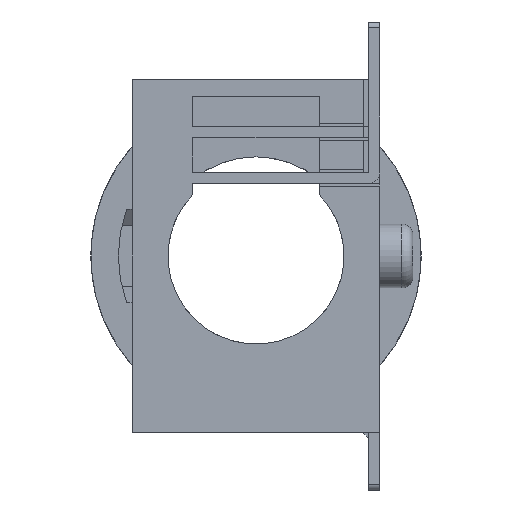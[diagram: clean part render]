
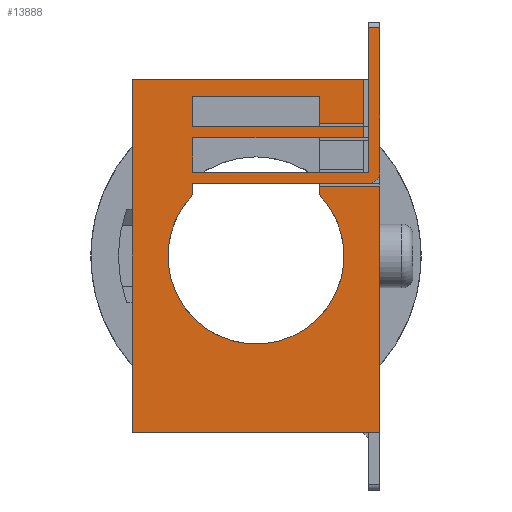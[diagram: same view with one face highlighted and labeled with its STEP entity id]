
A CAD part, left-side view. The second image highlights one B-rep face of the part: STEP entity #13888.
In plain terms, the highlighted planar face has unit normal (-1, 0, 0).
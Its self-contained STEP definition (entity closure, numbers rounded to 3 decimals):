
#147=DIRECTION('',(0.,0.,1.));
#148=VECTOR('',#147,6.4);
#149=CARTESIAN_POINT('',(-12.,4.5,-3.2));
#150=LINE('',#149,#148);
#2155=DIRECTION('',(0.,0.,-1.));
#2156=VECTOR('',#2155,2.63);
#2157=CARTESIAN_POINT('',(-12.,0.,4.15));
#2158=LINE('',#2157,#2156);
#2299=DIRECTION('',(0.,0.,1.));
#2300=VECTOR('',#2299,4.47);
#2301=CARTESIAN_POINT('',(-12.,0.,-3.2));
#2302=LINE('',#2301,#2300);
#2628=DIRECTION('',(0.,0.,-1.));
#2629=VECTOR('',#2628,2.63);
#2630=CARTESIAN_POINT('',(-12.,0.2,4.15));
#2631=LINE('',#2630,#2629);
#3468=DIRECTION('',(0.,1.,0.));
#3469=VECTOR('',#3468,4.2);
#3470=CARTESIAN_POINT('',(-12.,0.3,3.2));
#3471=LINE('',#3470,#3469);
#3504=DIRECTION('',(0.,0.,-1.));
#3505=VECTOR('',#3504,0.55);
#3506=CARTESIAN_POINT('',(-12.,3.398,2.9));
#3507=LINE('',#3506,#3505);
#3508=DIRECTION('',(0.,1.,0.));
#3509=VECTOR('',#3508,3.098);
#3510=CARTESIAN_POINT('',(-12.,0.3,2.35));
#3511=LINE('',#3510,#3509);
#3512=DIRECTION('',(0.,0.,1.));
#3513=VECTOR('',#3512,0.2);
#3514=CARTESIAN_POINT('',(-12.,0.3,2.15));
#3515=LINE('',#3514,#3513);
#3516=DIRECTION('',(0.,-1.,0.));
#3517=VECTOR('',#3516,3.098);
#3518=CARTESIAN_POINT('',(-12.,3.398,2.15));
#3519=LINE('',#3518,#3517);
#3520=DIRECTION('',(0.,0.,-1.));
#3521=VECTOR('',#3520,0.63);
#3522=CARTESIAN_POINT('',(-12.,3.398,2.15));
#3523=LINE('',#3522,#3521);
#3524=DIRECTION('',(0.,1.,0.));
#3525=VECTOR('',#3524,3.198);
#3526=CARTESIAN_POINT('',(-12.,0.2,1.52));
#3527=LINE('',#3526,#3525);
#3528=DIRECTION('',(0.,1.,0.));
#3529=VECTOR('',#3528,0.2);
#3530=CARTESIAN_POINT('',(-12.,0.,4.15));
#3531=LINE('',#3530,#3529);
#3532=CARTESIAN_POINT('',(-12.,0.2,1.52));
#3533=DIRECTION('',(-1.,0.,0.));
#3534=DIRECTION('',(0.,0.,-1.));
#3535=AXIS2_PLACEMENT_3D('',#3532,#3533,#3534);
#3537=DIRECTION('',(0.,0.,-1.));
#3538=VECTOR('',#3537,0.206);
#3539=CARTESIAN_POINT('',(-12.,3.398,1.32));
#3540=LINE('',#3539,#3538);
#3541=CARTESIAN_POINT('',(-12.,2.25,0.));
#3542=DIRECTION('',(-1.,0.,0.));
#3543=DIRECTION('',(0.,0.718,0.696));
#3544=AXIS2_PLACEMENT_3D('',#3541,#3542,#3543);
#3546=DIRECTION('',(0.,0.,1.));
#3547=VECTOR('',#3546,0.156);
#3548=CARTESIAN_POINT('',(-12.,1.102,1.114));
#3549=LINE('',#3548,#3547);
#3550=DIRECTION('',(0.,1.,0.));
#3551=VECTOR('',#3550,1.102);
#3552=CARTESIAN_POINT('',(-12.,0.,1.27));
#3553=LINE('',#3552,#3551);
#3554=DIRECTION('',(0.,1.,0.));
#3555=VECTOR('',#3554,4.5);
#3556=CARTESIAN_POINT('',(-12.,0.,-3.2));
#3557=LINE('',#3556,#3555);
#3558=DIRECTION('',(0.,0.,1.));
#3559=VECTOR('',#3558,0.8);
#3560=CARTESIAN_POINT('',(-12.,0.3,2.4));
#3561=LINE('',#3560,#3559);
#3562=DIRECTION('',(0.,1.,0.));
#3563=VECTOR('',#3562,0.802);
#3564=CARTESIAN_POINT('',(-12.,0.3,2.4));
#3565=LINE('',#3564,#3563);
#3566=DIRECTION('',(0.,0.,1.));
#3567=VECTOR('',#3566,0.5);
#3568=CARTESIAN_POINT('',(-12.,1.102,2.4));
#3569=LINE('',#3568,#3567);
#3570=DIRECTION('',(0.,1.,0.));
#3571=VECTOR('',#3570,2.296);
#3572=CARTESIAN_POINT('',(-12.,1.102,2.9));
#3573=LINE('',#3572,#3571);
#3824=DIRECTION('',(0.,-1.,0.));
#3825=VECTOR('',#3824,3.198);
#3826=CARTESIAN_POINT('',(-12.,3.398,1.32));
#3827=LINE('',#3826,#3825);
#8325=CARTESIAN_POINT('',(-12.,4.5,-3.2));
#8326=CARTESIAN_POINT('',(-12.,4.5,3.2));
#8327=VERTEX_POINT('',#8325);
#8328=VERTEX_POINT('',#8326);
#8329=CARTESIAN_POINT('',(-12.,0.,-3.2));
#8330=VERTEX_POINT('',#8329);
#8493=CARTESIAN_POINT('',(-12.,3.398,1.114));
#8494=CARTESIAN_POINT('',(-12.,1.102,1.114));
#8495=VERTEX_POINT('',#8493);
#8496=VERTEX_POINT('',#8494);
#8537=CARTESIAN_POINT('',(-12.,0.3,3.2));
#8539=VERTEX_POINT('',#8537);
#8605=CARTESIAN_POINT('',(-12.,0.,1.27));
#8607=VERTEX_POINT('',#8605);
#8623=CARTESIAN_POINT('',(-12.,1.102,1.27));
#8624=VERTEX_POINT('',#8623);
#8633=CARTESIAN_POINT('',(-12.,0.3,2.4));
#8634=CARTESIAN_POINT('',(-12.,1.102,2.4));
#8635=VERTEX_POINT('',#8633);
#8636=VERTEX_POINT('',#8634);
#8671=CARTESIAN_POINT('',(-12.,1.102,2.9));
#8672=VERTEX_POINT('',#8671);
#8742=CARTESIAN_POINT('',(-12.,0.2,1.52));
#8744=VERTEX_POINT('',#8742);
#8855=CARTESIAN_POINT('',(-12.,3.398,1.32));
#8857=VERTEX_POINT('',#8855);
#8861=CARTESIAN_POINT('',(-12.,3.398,1.52));
#8862=VERTEX_POINT('',#8861);
#8867=CARTESIAN_POINT('',(-12.,0.2,1.32));
#8868=VERTEX_POINT('',#8867);
#9071=CARTESIAN_POINT('',(-12.,0.2,4.15));
#9073=VERTEX_POINT('',#9071);
#9077=CARTESIAN_POINT('',(-12.,0.,4.15));
#9078=VERTEX_POINT('',#9077);
#9191=CARTESIAN_POINT('',(-12.,0.,1.52));
#9192=VERTEX_POINT('',#9191);
#9195=CARTESIAN_POINT('',(-12.,0.3,2.15));
#9196=CARTESIAN_POINT('',(-12.,0.3,2.35));
#9197=VERTEX_POINT('',#9195);
#9198=VERTEX_POINT('',#9196);
#9203=CARTESIAN_POINT('',(-12.,3.398,2.9));
#9204=CARTESIAN_POINT('',(-12.,3.398,2.35));
#9205=VERTEX_POINT('',#9203);
#9206=VERTEX_POINT('',#9204);
#9207=CARTESIAN_POINT('',(-12.,3.398,2.15));
#9208=VERTEX_POINT('',#9207);
#13842=CARTESIAN_POINT('',(-12.,0.,-3.2));
#13843=DIRECTION('',(-1.,0.,0.));
#13844=DIRECTION('',(0.,0.,1.));
#13845=AXIS2_PLACEMENT_3D('',#13842,#13843,#13844);
#13846=PLANE('',#13845);
#13848=ORIENTED_EDGE('',*,*,#13847,.T.);
#13850=ORIENTED_EDGE('',*,*,#13849,.F.);
#13852=ORIENTED_EDGE('',*,*,#13851,.F.);
#13854=ORIENTED_EDGE('',*,*,#13853,.F.);
#13856=ORIENTED_EDGE('',*,*,#13855,.T.);
#13858=ORIENTED_EDGE('',*,*,#13857,.F.);
#13859=ORIENTED_EDGE('',*,*,#12766,.F.);
#13861=ORIENTED_EDGE('',*,*,#13860,.F.);
#13862=ORIENTED_EDGE('',*,*,#12344,.T.);
#13864=ORIENTED_EDGE('',*,*,#13863,.F.);
#13866=ORIENTED_EDGE('',*,*,#13865,.F.);
#13868=ORIENTED_EDGE('',*,*,#13867,.T.);
#13870=ORIENTED_EDGE('',*,*,#13869,.T.);
#13872=ORIENTED_EDGE('',*,*,#13871,.T.);
#13874=ORIENTED_EDGE('',*,*,#13873,.F.);
#13875=ORIENTED_EDGE('',*,*,#12433,.F.);
#13876=ORIENTED_EDGE('',*,*,#12203,.T.);
#13877=ORIENTED_EDGE('',*,*,#11068,.T.);
#13878=ORIENTED_EDGE('',*,*,#13814,.F.);
#13879=ORIENTED_EDGE('',*,*,#13334,.F.);
#13881=ORIENTED_EDGE('',*,*,#13880,.T.);
#13883=ORIENTED_EDGE('',*,*,#13882,.T.);
#13885=ORIENTED_EDGE('',*,*,#13884,.T.);
#13886=EDGE_LOOP('',(#13848,#13850,#13852,#13854,#13856,#13858,#13859,#13861,
#13862,#13864,#13866,#13868,#13870,#13872,#13874,#13875,#13876,#13877,#13878,
#13879,#13881,#13883,#13885));
#13887=FACE_OUTER_BOUND('',#13886,.F.);
#3536=CIRCLE('',#3535,0.2);
#3545=CIRCLE('',#3544,1.6);
#11068=EDGE_CURVE('',#8327,#8328,#150,.T.);
#12203=EDGE_CURVE('',#8330,#8327,#3557,.T.);
#12344=EDGE_CURVE('',#9078,#9192,#2158,.T.);
#12433=EDGE_CURVE('',#8330,#8607,#2302,.T.);
#12766=EDGE_CURVE('',#9073,#8744,#2631,.T.);
#13334=EDGE_CURVE('',#8635,#8539,#3561,.T.);
#13814=EDGE_CURVE('',#8539,#8328,#3471,.T.);
#13847=EDGE_CURVE('',#9205,#9206,#3507,.T.);
#13849=EDGE_CURVE('',#9198,#9206,#3511,.T.);
#13851=EDGE_CURVE('',#9197,#9198,#3515,.T.);
#13853=EDGE_CURVE('',#9208,#9197,#3519,.T.);
#13855=EDGE_CURVE('',#9208,#8862,#3523,.T.);
#13857=EDGE_CURVE('',#8744,#8862,#3527,.T.);
#13860=EDGE_CURVE('',#9078,#9073,#3531,.T.);
#13863=EDGE_CURVE('',#8868,#9192,#3536,.T.);
#13865=EDGE_CURVE('',#8857,#8868,#3827,.T.);
#13867=EDGE_CURVE('',#8857,#8495,#3540,.T.);
#13869=EDGE_CURVE('',#8495,#8496,#3545,.T.);
#13871=EDGE_CURVE('',#8496,#8624,#3549,.T.);
#13873=EDGE_CURVE('',#8607,#8624,#3553,.T.);
#13880=EDGE_CURVE('',#8635,#8636,#3565,.T.);
#13882=EDGE_CURVE('',#8636,#8672,#3569,.T.);
#13884=EDGE_CURVE('',#8672,#9205,#3573,.T.);
#13888=ADVANCED_FACE('',(#13887),#13846,.T.);
